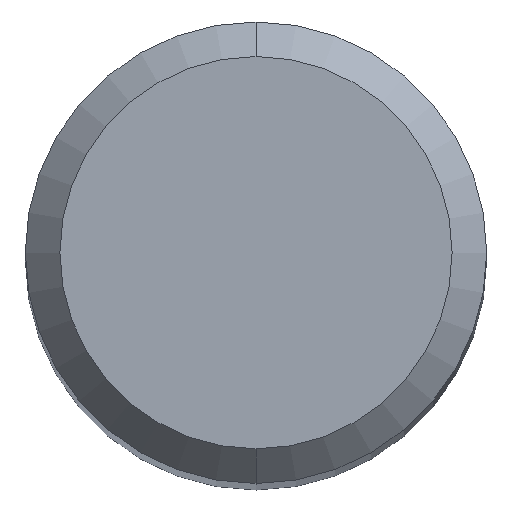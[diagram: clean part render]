
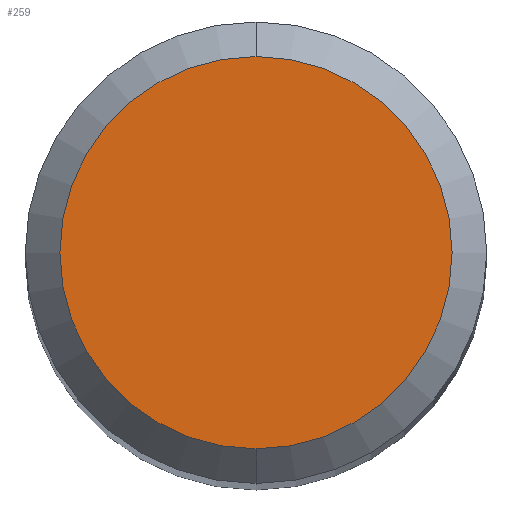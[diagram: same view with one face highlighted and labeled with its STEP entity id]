
A CAD part, top view. The second image highlights one B-rep face of the part: STEP entity #259.
In plain terms, the highlighted planar face has unit normal (0, 0, 1).
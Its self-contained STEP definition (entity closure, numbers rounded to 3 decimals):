
#215=VERTEX_POINT('',#524);
#247=EDGE_CURVE('',#215,#457,#558,.T.);
#259=ADVANCED_FACE('',(#572),#573,.T.);
#425=EDGE_CURVE('',#457,#215,#757,.T.);
#457=VERTEX_POINT('',#793);
#524=CARTESIAN_POINT('',(0.0,1.7,0.0));
#558=CIRCLE('',#961,1.7);
#572=FACE_OUTER_BOUND('',#979,.T.);
#573=PLANE('',#980);
#757=CIRCLE('',#1357,1.7);
#793=CARTESIAN_POINT('',(0.,-1.7,0.0));
#961=AXIS2_PLACEMENT_3D('',#1499,#1500,#1501);
#979=EDGE_LOOP('',(#1527,#1528));
#980=AXIS2_PLACEMENT_3D('',#1529,#1530,#1531);
#1357=AXIS2_PLACEMENT_3D('',#1738,#1739,#1740);
#1499=CARTESIAN_POINT('',(0.0,0.0,0.0));
#1500=DIRECTION('',(0.0,0.0,-1.0));
#1501=DIRECTION('',(0.0,1.0,0.0));
#1527=ORIENTED_EDGE('',*,*,#247,.F.);
#1528=ORIENTED_EDGE('',*,*,#425,.F.);
#1529=CARTESIAN_POINT('',(0.0,0.85,0.0));
#1530=DIRECTION('',(-0.0,0.0,1.0));
#1531=DIRECTION('',(0.0,-1.0,0.0));
#1738=CARTESIAN_POINT('',(0.0,0.0,0.0));
#1739=DIRECTION('',(0.0,0.0,-1.0));
#1740=DIRECTION('',(0.0,1.0,0.0));
